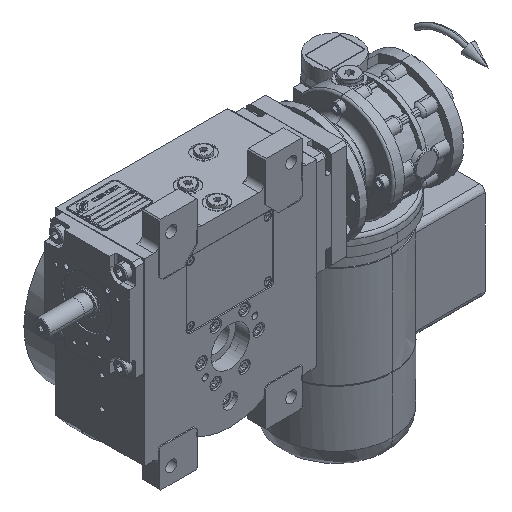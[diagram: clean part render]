
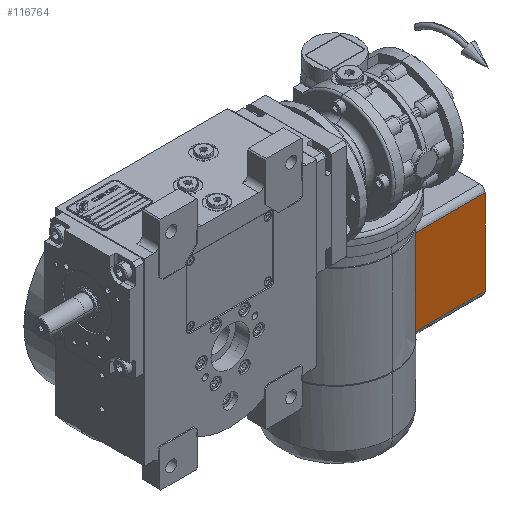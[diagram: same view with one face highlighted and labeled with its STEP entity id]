
A CAD part, isometric view. The second image highlights one B-rep face of the part: STEP entity #116764.
In plain terms, the highlighted free-form (B-spline) face has degree [1, 1] with [2, 2] control points.
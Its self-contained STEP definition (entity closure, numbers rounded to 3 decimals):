
#247 = VERTEX_POINT ( 'NONE', #15004 ) ;
#9873 = CARTESIAN_POINT ( 'NONE',  ( 110., 55., -34. ) ) ;
#15004 = CARTESIAN_POINT ( 'NONE',  ( 110., 137., -34. ) ) ;
#17118 = EDGE_CURVE ( 'NONE', #42523, #62506, #109447, .T. ) ;
#17480 = CARTESIAN_POINT ( 'NONE',  ( 110., 55., -34. ) ) ;
#20900 = CARTESIAN_POINT ( 'NONE',  ( 43.232, 55., -34. ) ) ;
#22851 = CARTESIAN_POINT ( 'NONE',  ( 110., 55., -34. ) ) ;
#27448 = EDGE_CURVE ( 'NONE', #247, #55833, #53668, .T. ) ;
#27932 = EDGE_CURVE ( 'NONE', #42523, #247, #87368, .T. ) ;
#28331 = CARTESIAN_POINT ( 'NONE',  ( 43.232, 55., -34. ) ) ;
#34111 = CARTESIAN_POINT ( 'NONE',  ( 110., 137., -34. ) ) ;
#37556 = ORIENTED_EDGE ( 'NONE', *, *, #27448, .T. ) ;
#42219 = FACE_OUTER_BOUND ( 'NONE', #93432, .T. ) ;
#42523 = VERTEX_POINT ( 'NONE', #69580 ) ;
#53668 = B_SPLINE_CURVE_WITH_KNOTS ( 'NONE', 1,
 ( #34111, #17480 ),
 .UNSPECIFIED., .F., .F.,
 ( 2, 2 ),
 ( 0., 1. ),
 .UNSPECIFIED. ) ;
#55833 = VERTEX_POINT ( 'NONE', #71677 ) ;
#58292 = B_SPLINE_CURVE_WITH_KNOTS ( 'NONE', 1,
 ( #59036, #22851 ),
 .UNSPECIFIED., .F., .F.,
 ( 2, 2 ),
 ( 0., 1. ),
 .UNSPECIFIED. ) ;
#59036 = CARTESIAN_POINT ( 'NONE',  ( 43.232, 55., -34. ) ) ;
#59406 = CARTESIAN_POINT ( 'NONE',  ( 43.232, 137., -34. ) ) ;
#62506 = VERTEX_POINT ( 'NONE', #97860 ) ;
#62516 = ORIENTED_EDGE ( 'NONE', *, *, #17118, .F. ) ;
#66197 = ORIENTED_EDGE ( 'NONE', *, *, #27932, .T. ) ;
#68163 = CARTESIAN_POINT ( 'NONE',  ( 43.232, 137., -34. ) ) ;
#69580 = CARTESIAN_POINT ( 'NONE',  ( 43.232, 137., -34. ) ) ;
#71677 = CARTESIAN_POINT ( 'NONE',  ( 110., 55., -34. ) ) ;
#87368 = B_SPLINE_CURVE_WITH_KNOTS ( 'NONE', 1,
 ( #103115, #114745 ),
 .UNSPECIFIED., .F., .F.,
 ( 2, 2 ),
 ( 0., 1. ),
 .UNSPECIFIED. ) ;
#93432 = EDGE_LOOP ( 'NONE', ( #66197, #37556, #108784, #62516 ) ) ;
#97860 = CARTESIAN_POINT ( 'NONE',  ( 43.232, 55., -34. ) ) ;
#98055 = CARTESIAN_POINT ( 'NONE',  ( 110., 137., -34. ) ) ;
#103115 = CARTESIAN_POINT ( 'NONE',  ( 43.232, 137., -34. ) ) ;
#108784 = ORIENTED_EDGE ( 'NONE', *, *, #121082, .F. ) ;
#109447 =( BOUNDED_CURVE ( )  B_SPLINE_CURVE ( 1, ( #68163, #20900 ),
 .UNSPECIFIED., .F., .F. ) 
 B_SPLINE_CURVE_WITH_KNOTS ( ( 2, 2 ),
 ( 0., 1. ),
 .UNSPECIFIED. ) 
 CURVE ( )  GEOMETRIC_REPRESENTATION_ITEM ( )  RATIONAL_B_SPLINE_CURVE ( ( 0.56, 0.56 ) ) 
 REPRESENTATION_ITEM ( '' )  );
#113924 = B_SPLINE_SURFACE_WITH_KNOTS ( 'NONE', 1, 1, ( 
 ( #9873, #98055 ),
 ( #28331, #59406 ) ),
 .UNSPECIFIED., .F., .F., .F.,
 ( 2, 2 ),
 ( 2, 2 ),
 ( 0., 1. ),
 ( 0., 1. ),
 .UNSPECIFIED. ) ;
#114745 = CARTESIAN_POINT ( 'NONE',  ( 110., 137., -34. ) ) ;
#116764 = ADVANCED_FACE ( 'NONE', ( #42219 ), #113924, .T. ) ;
#121082 = EDGE_CURVE ( 'NONE', #62506, #55833, #58292, .T. ) ;
